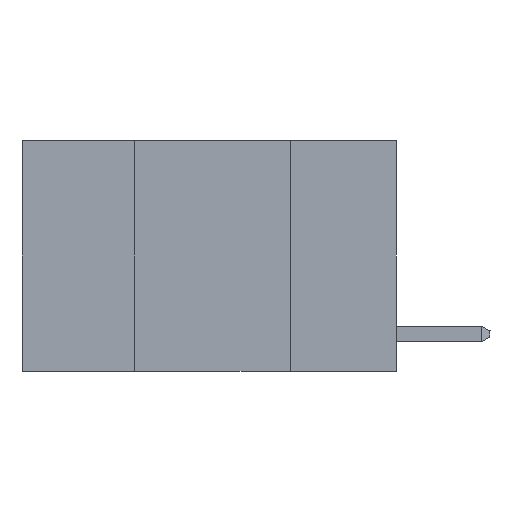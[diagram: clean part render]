
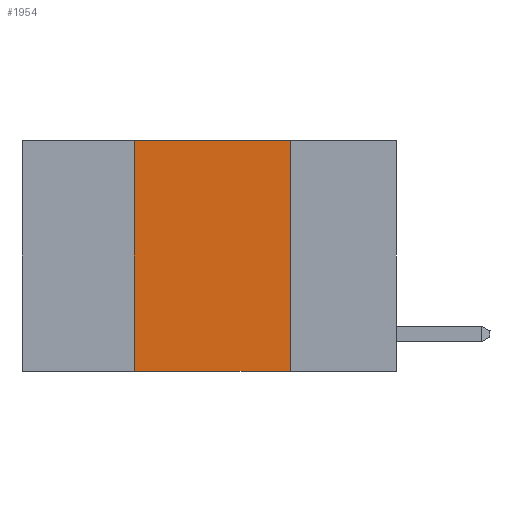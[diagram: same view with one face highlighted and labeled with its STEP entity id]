
A CAD part, left-side view. The second image highlights one B-rep face of the part: STEP entity #1954.
In plain terms, the highlighted planar face has unit normal (-1, 0, 0).
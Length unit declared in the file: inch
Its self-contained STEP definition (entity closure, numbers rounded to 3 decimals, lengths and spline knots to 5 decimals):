
#162 = DIRECTION ( 'NONE',  ( 0., -1., 0. ) ) ;
#499 = CARTESIAN_POINT ( 'NONE',  ( 0., 0.6, 0. ) ) ;
#1954 = ADVANCED_FACE ( 'NONE', ( #8904 ), #11961, .F. ) ;
#2778 = VERTEX_POINT ( 'NONE', #16227 ) ;
#3183 = VECTOR ( 'NONE', #24709, 39.37008 ) ;
#3225 = CARTESIAN_POINT ( 'NONE',  ( 0., 0.42, 0. ) ) ;
#3964 = VERTEX_POINT ( 'NONE', #11298 ) ;
#4712 = DIRECTION ( 'NONE',  ( 0., 0., -1. ) ) ;
#4840 = EDGE_CURVE ( 'NONE', #2778, #25915, #16369, .T. ) ;
#6466 = DIRECTION ( 'NONE',  ( 0., 0., -1. ) ) ;
#7983 = EDGE_CURVE ( 'NONE', #2778, #13971, #24009, .T. ) ;
#8231 = VECTOR ( 'NONE', #4712, 39.37008 ) ;
#8904 = FACE_OUTER_BOUND ( 'NONE', #12843, .T. ) ;
#9194 = CARTESIAN_POINT ( 'NONE',  ( 0., 0.17, 0. ) ) ;
#11298 = CARTESIAN_POINT ( 'NONE',  ( 0., 0.17, 0. ) ) ;
#11355 = VECTOR ( 'NONE', #19251, 39.37008 ) ;
#11957 = EDGE_CURVE ( 'NONE', #25915, #3964, #17145, .T. ) ;
#11961 = PLANE ( 'NONE',  #13700 ) ;
#12305 = CARTESIAN_POINT ( 'NONE',  ( 0., 0.6, -0.37 ) ) ;
#12320 = VECTOR ( 'NONE', #162, 39.37008 ) ;
#12843 = EDGE_LOOP ( 'NONE', ( #16218, #24979, #18779, #20464 ) ) ;
#13700 = AXIS2_PLACEMENT_3D ( 'NONE', #18199, #14027, #6466 ) ;
#13971 = VERTEX_POINT ( 'NONE', #26518 ) ;
#14027 = DIRECTION ( 'NONE',  ( 1., 0., 0. ) ) ;
#16218 = ORIENTED_EDGE ( 'NONE', *, *, #17062, .F. ) ;
#16227 = CARTESIAN_POINT ( 'NONE',  ( 0., 0.42, -0.37 ) ) ;
#16369 = LINE ( 'NONE', #24798, #3183 ) ;
#17062 = EDGE_CURVE ( 'NONE', #3964, #13971, #21829, .T. ) ;
#17145 = LINE ( 'NONE', #499, #11355 ) ;
#18199 = CARTESIAN_POINT ( 'NONE',  ( 0., 0.6, 0. ) ) ;
#18779 = ORIENTED_EDGE ( 'NONE', *, *, #4840, .F. ) ;
#19251 = DIRECTION ( 'NONE',  ( 0., -1., 0. ) ) ;
#20464 = ORIENTED_EDGE ( 'NONE', *, *, #7983, .T. ) ;
#21829 = LINE ( 'NONE', #9194, #8231 ) ;
#24009 = LINE ( 'NONE', #12305, #12320 ) ;
#24709 = DIRECTION ( 'NONE',  ( 0., 0., 1. ) ) ;
#24798 = CARTESIAN_POINT ( 'NONE',  ( 0., 0.42, 0. ) ) ;
#24979 = ORIENTED_EDGE ( 'NONE', *, *, #11957, .F. ) ;
#25915 = VERTEX_POINT ( 'NONE', #3225 ) ;
#26518 = CARTESIAN_POINT ( 'NONE',  ( 0., 0.17, -0.37 ) ) ;
